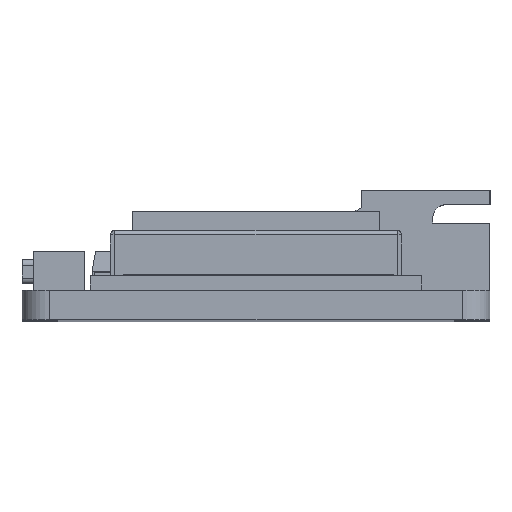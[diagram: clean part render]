
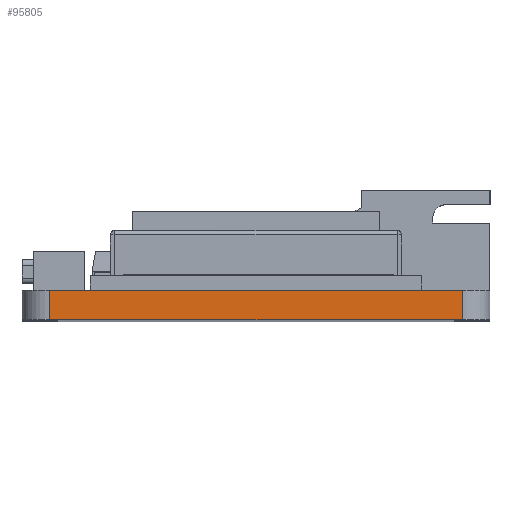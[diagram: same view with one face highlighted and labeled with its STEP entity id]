
A CAD part, top view. The second image highlights one B-rep face of the part: STEP entity #95805.
In plain terms, the highlighted planar face has unit normal (0, 0, 1).
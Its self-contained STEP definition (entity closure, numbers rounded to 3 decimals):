
#6974 = CARTESIAN_POINT ( 'NONE',  ( 11.2, 1.6, 30. ) ) ;
#8685 = CARTESIAN_POINT ( 'NONE',  ( -11.2, 1.6, 30. ) ) ;
#13343 = LINE ( 'NONE', #54095, #14934 ) ;
#14585 = CARTESIAN_POINT ( 'NONE',  ( -11.2, 0., 30. ) ) ;
#14934 = VECTOR ( 'NONE', #101587, 1000. ) ;
#19448 = EDGE_CURVE ( 'NONE', #83354, #55475, #76431, .T. ) ;
#25403 = LINE ( 'NONE', #14585, #74008 ) ;
#27305 = DIRECTION ( 'NONE',  ( 0., -1., 0. ) ) ;
#32577 = ORIENTED_EDGE ( 'NONE', *, *, #56195, .T. ) ;
#36073 = EDGE_CURVE ( 'NONE', #90829, #55475, #25403, .T. ) ;
#50449 = CARTESIAN_POINT ( 'NONE',  ( 11.2, 0., 30. ) ) ;
#54095 = CARTESIAN_POINT ( 'NONE',  ( -11.2, 1.6, 30. ) ) ;
#55475 = VERTEX_POINT ( 'NONE', #50449 ) ;
#56195 = EDGE_CURVE ( 'NONE', #107696, #90829, #13343, .T. ) ;
#57467 = CARTESIAN_POINT ( 'NONE',  ( -11.2, 1.6, 30. ) ) ;
#62345 = VECTOR ( 'NONE', #66841, 1000. ) ;
#66168 = CARTESIAN_POINT ( 'NONE',  ( 11.2, 1.6, 30. ) ) ;
#66841 = DIRECTION ( 'NONE',  ( 1., 0., 0. ) ) ;
#68584 = CARTESIAN_POINT ( 'NONE',  ( -11.2, 0., 30. ) ) ;
#69842 = DIRECTION ( 'NONE',  ( 0., 0., -1. ) ) ;
#74008 = VECTOR ( 'NONE', #120984, 1000. ) ;
#76431 = LINE ( 'NONE', #6974, #124965 ) ;
#81861 = ORIENTED_EDGE ( 'NONE', *, *, #93492, .F. ) ;
#83354 = VERTEX_POINT ( 'NONE', #66168 ) ;
#89423 = DIRECTION ( 'NONE',  ( -1., 0., 0. ) ) ;
#90829 = VERTEX_POINT ( 'NONE', #68584 ) ;
#91022 = ORIENTED_EDGE ( 'NONE', *, *, #19448, .F. ) ;
#93492 = EDGE_CURVE ( 'NONE', #107696, #83354, #116953, .T. ) ;
#95805 = ADVANCED_FACE ( 'NONE', ( #123791 ), #108016, .F. ) ;
#97825 = EDGE_LOOP ( 'NONE', ( #114663, #91022, #81861, #32577 ) ) ;
#101587 = DIRECTION ( 'NONE',  ( 0., -1., 0. ) ) ;
#105954 = AXIS2_PLACEMENT_3D ( 'NONE', #118168, #69842, #89423 ) ;
#107696 = VERTEX_POINT ( 'NONE', #57467 ) ;
#108016 = PLANE ( 'NONE',  #105954 ) ;
#114663 = ORIENTED_EDGE ( 'NONE', *, *, #36073, .T. ) ;
#116953 = LINE ( 'NONE', #8685, #62345 ) ;
#118168 = CARTESIAN_POINT ( 'NONE',  ( -11.2, 1.6, 30. ) ) ;
#120984 = DIRECTION ( 'NONE',  ( 1., 0., 0. ) ) ;
#123791 = FACE_OUTER_BOUND ( 'NONE', #97825, .T. ) ;
#124965 = VECTOR ( 'NONE', #27305, 1000. ) ;
